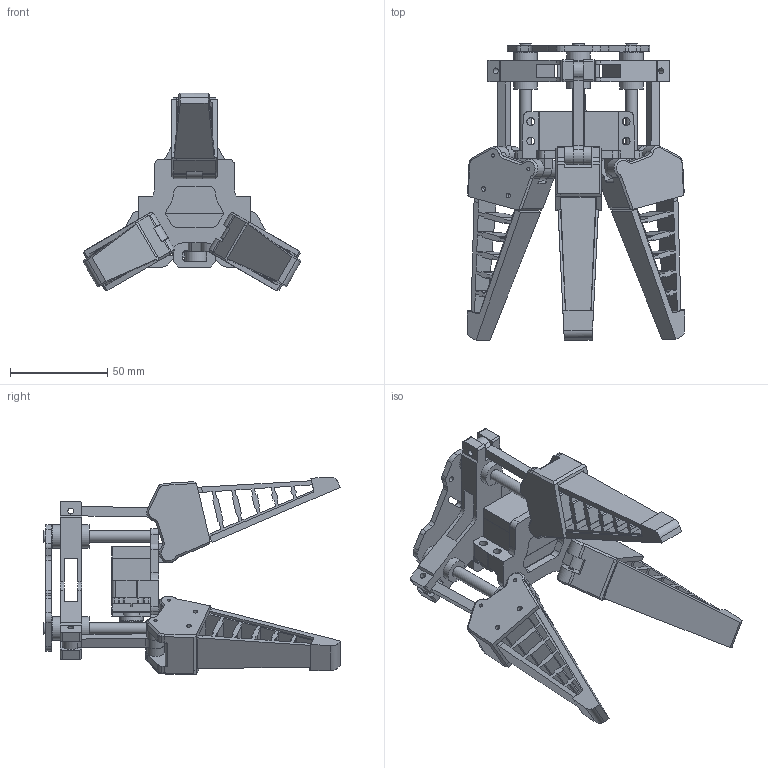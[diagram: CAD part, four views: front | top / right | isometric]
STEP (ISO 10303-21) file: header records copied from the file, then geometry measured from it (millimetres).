
FILE_DESCRIPTION(/* description */ (''),/* implementation_level */ '2;1');
FILE_NAME(/* name */ '3F_chanmged v2.step',/* time_stamp */ '2024-05-28T16:36:05+02:00',/* author */ (''),/* organization */ (''),/* preprocessor_version */ 'ST-DEVELOPER v20',/* originating_system */ 'Autodesk Translation Framework v13.14.0.145',/* authorisation */ '');
FILE_SCHEMA (('AUTOMOTIVE_DESIGN { 1 0 10303 214 3 1 1 }'));
Length unit declared in the file: millimetre
Products named in the file (11): 3F_chanmged; engine holder; rod; back plate; lever; e lever; moving plate; link; screw m3; claw; Mg995
Assembly tree (18 placements, depth 2):
  3F_chanmged
    engine holder
    rod  x3
    back plate
    lever
    e lever
    moving plate
    link  x3
    screw m3  x3
    claw  x3
    Mg995
Bounding box: 111.98 x 152.32 x 101.6 mm (x, y, z)
Volume: 153912.6 mm3; surface area: 99533 mm2
Topology: 22 solids, 22 shells, 1934 faces, 5084 edges, 3225 vertices
Faces by surface type: plane 1136, cylinder 457, bspline 168, torus 84, sphere 51, cone 38
Full cylindrical faces by diameter (mm): 1.8 x6, 2.5 x9, 2.64 x1, 3 x36, 3.04 x12, 4 x4, 5 x2, 6 x9, 9 x6, 10 x1, 12 x7
Entity records: 49935 total; most frequent: CARTESIAN_POINT 12704, ORIENTED_EDGE 7748, DIRECTION 7297, EDGE_CURVE 3874, LINE 2529, VECTOR 2529, VERTEX_POINT 2452, AXIS2_PLACEMENT_3D 2384
